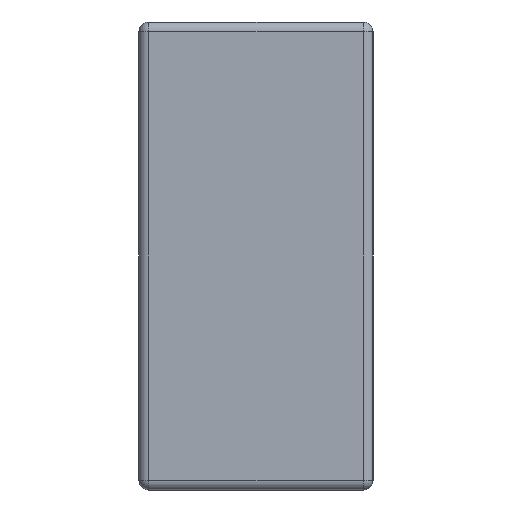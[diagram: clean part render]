
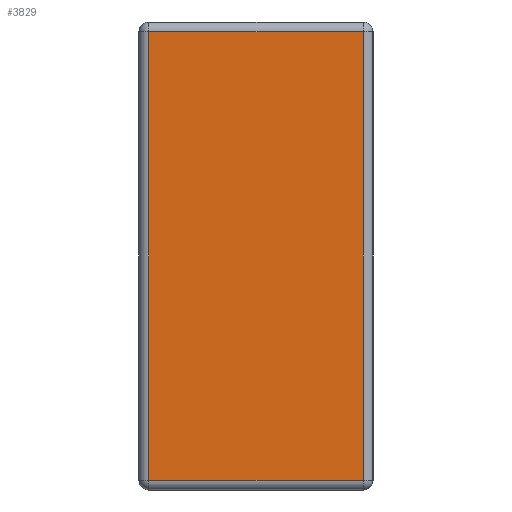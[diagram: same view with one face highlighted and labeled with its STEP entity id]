
A CAD part, left-side view. The second image highlights one B-rep face of the part: STEP entity #3829.
In plain terms, the highlighted planar face has unit normal (-1, 0, 0).
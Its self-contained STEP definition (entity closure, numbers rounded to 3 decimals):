
#23 = CARTESIAN_POINT ( 'NONE',  ( 0., 1.054, -2.154 ) ) ;
#172 = FACE_OUTER_BOUND ( 'NONE', #2822, .T. ) ;
#254 = ORIENTED_EDGE ( 'NONE', *, *, #3550, .T. ) ;
#275 = CARTESIAN_POINT ( 'NONE',  ( 0., 0.046, -2.154 ) ) ;
#329 = CARTESIAN_POINT ( 'NONE',  ( 0., 1.1, -0.046 ) ) ;
#384 = CARTESIAN_POINT ( 'NONE',  ( 0., 0.046, -0.046 ) ) ;
#454 = VERTEX_POINT ( 'NONE', #23 ) ;
#514 = EDGE_CURVE ( 'NONE', #454, #1558, #1406, .T. ) ;
#628 = DIRECTION ( 'NONE',  ( 0., 0., -1. ) ) ;
#649 = DIRECTION ( 'NONE',  ( 0., 0., 1. ) ) ;
#902 = EDGE_CURVE ( 'NONE', #3103, #2487, #3926, .T. ) ;
#935 = ORIENTED_EDGE ( 'NONE', *, *, #514, .T. ) ;
#1134 = CARTESIAN_POINT ( 'NONE',  ( 0., 0., -2.154 ) ) ;
#1406 = LINE ( 'NONE', #1134, #4351 ) ;
#1558 = VERTEX_POINT ( 'NONE', #275 ) ;
#2094 = CARTESIAN_POINT ( 'NONE',  ( 0., 1.054, -2.2 ) ) ;
#2193 = EDGE_CURVE ( 'NONE', #1558, #3103, #2289, .T. ) ;
#2243 = DIRECTION ( 'NONE',  ( 0., -1., 0. ) ) ;
#2289 = LINE ( 'NONE', #3777, #2514 ) ;
#2487 = VERTEX_POINT ( 'NONE', #3412 ) ;
#2514 = VECTOR ( 'NONE', #4037, 1000. ) ;
#2666 = VECTOR ( 'NONE', #4013, 1000. ) ;
#2822 = EDGE_LOOP ( 'NONE', ( #935, #4395, #4733, #254 ) ) ;
#2832 = VECTOR ( 'NONE', #628, 1000. ) ;
#3103 = VERTEX_POINT ( 'NONE', #384 ) ;
#3160 = PLANE ( 'NONE',  #4311 ) ;
#3412 = CARTESIAN_POINT ( 'NONE',  ( 0., 1.054, -0.046 ) ) ;
#3550 = EDGE_CURVE ( 'NONE', #2487, #454, #3605, .T. ) ;
#3605 = LINE ( 'NONE', #2094, #2832 ) ;
#3777 = CARTESIAN_POINT ( 'NONE',  ( 0., 0.046, 0. ) ) ;
#3829 = ADVANCED_FACE ( 'NONE', ( #172 ), #3160, .T. ) ;
#3922 = CARTESIAN_POINT ( 'NONE',  ( 0., 0., 0. ) ) ;
#3926 = LINE ( 'NONE', #329, #2666 ) ;
#3944 = DIRECTION ( 'NONE',  ( -1., 0., 0. ) ) ;
#4013 = DIRECTION ( 'NONE',  ( 0., 1., 0. ) ) ;
#4037 = DIRECTION ( 'NONE',  ( 0., 0., 1. ) ) ;
#4311 = AXIS2_PLACEMENT_3D ( 'NONE', #3922, #3944, #649 ) ;
#4351 = VECTOR ( 'NONE', #2243, 1000. ) ;
#4395 = ORIENTED_EDGE ( 'NONE', *, *, #2193, .T. ) ;
#4733 = ORIENTED_EDGE ( 'NONE', *, *, #902, .T. ) ;
